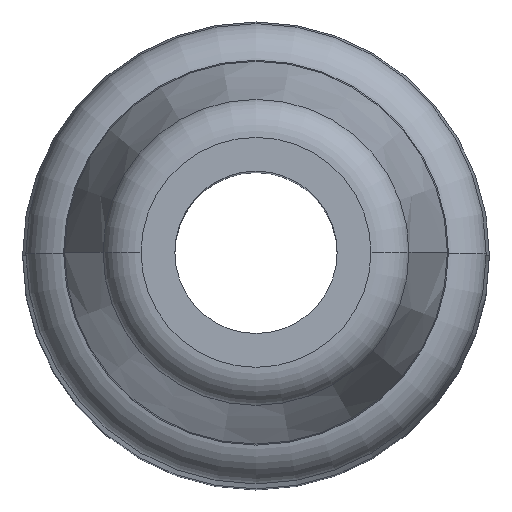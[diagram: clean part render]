
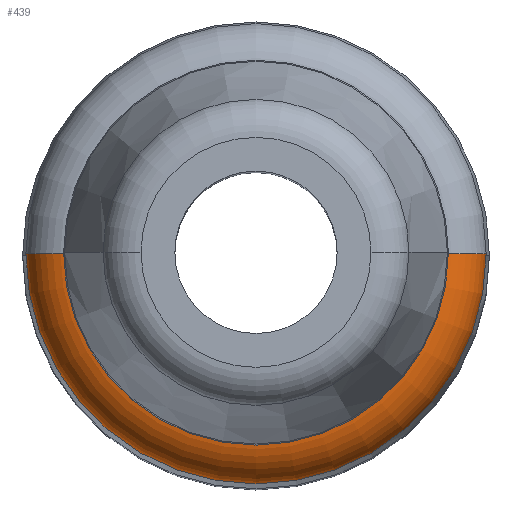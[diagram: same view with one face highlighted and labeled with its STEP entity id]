
A CAD part, top view. The second image highlights one B-rep face of the part: STEP entity #439.
In plain terms, the highlighted toroidal (fillet/blend) face has major radius 7.15 mm and minor radius 1.854 mm.
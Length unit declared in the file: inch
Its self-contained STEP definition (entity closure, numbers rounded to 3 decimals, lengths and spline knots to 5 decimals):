
#8 = EDGE_CURVE ( 'NONE', #275, #666, #343, .T. ) ;
#79 = AXIS2_PLACEMENT_3D ( 'NONE', #702, #701, #697 ) ;
#113 = ORIENTED_EDGE ( 'NONE', *, *, #954, .T. ) ;
#239 = ORIENTED_EDGE ( 'NONE', *, *, #1159, .F. ) ;
#275 = VERTEX_POINT ( 'NONE', #730 ) ;
#315 = AXIS2_PLACEMENT_3D ( 'NONE', #813, #821, #824 ) ;
#343 = CIRCLE ( 'NONE', #315, 0.073 ) ;
#391 = AXIS2_PLACEMENT_3D ( 'NONE', #1046, #1041, #1038 ) ;
#422 = DIRECTION ( 'NONE',  ( 1., 0., 0. ) ) ;
#425 = DIRECTION ( 'NONE',  ( 0., 0., 1. ) ) ;
#427 = CARTESIAN_POINT ( 'NONE',  ( 0., 0., -1.168 ) ) ;
#439 = ADVANCED_FACE ( 'NONE', ( #1115 ), #1007, .T. ) ;
#453 = VERTEX_POINT ( 'NONE', #1101 ) ;
#540 = EDGE_LOOP ( 'NONE', ( #624, #596, #113, #239 ) ) ;
#544 = EDGE_CURVE ( 'NONE', #275, #453, #1029, .T. ) ;
#559 = AXIS2_PLACEMENT_3D ( 'NONE', #427, #425, #422 ) ;
#596 = ORIENTED_EDGE ( 'NONE', *, *, #544, .T. ) ;
#624 = ORIENTED_EDGE ( 'NONE', *, *, #8, .F. ) ;
#666 = VERTEX_POINT ( 'NONE', #961 ) ;
#697 = DIRECTION ( 'NONE',  ( 0., 0., -1. ) ) ;
#701 = DIRECTION ( 'NONE',  ( 0., -1., 0. ) ) ;
#702 = CARTESIAN_POINT ( 'NONE',  ( 0.2815, 0., -1.24088 ) ) ;
#730 = CARTESIAN_POINT ( 'NONE',  ( -0.28491, 0., -1.3138 ) ) ;
#763 = AXIS2_PLACEMENT_3D ( 'NONE', #1112, #1111, #1110 ) ;
#798 = VERTEX_POINT ( 'NONE', #832 ) ;
#813 = CARTESIAN_POINT ( 'NONE',  ( -0.2815, 0., -1.24088 ) ) ;
#821 = DIRECTION ( 'NONE',  ( 0., 1., 0. ) ) ;
#824 = DIRECTION ( 'NONE',  ( -1., 0., 0. ) ) ;
#832 = CARTESIAN_POINT ( 'NONE',  ( 0.27727, 0., -1.168 ) ) ;
#954 = EDGE_CURVE ( 'NONE', #453, #798, #1219, .T. ) ;
#961 = CARTESIAN_POINT ( 'NONE',  ( -0.27727, 0., -1.168 ) ) ;
#1000 = CIRCLE ( 'NONE', #559, 0.27727 ) ;
#1007 = TOROIDAL_SURFACE ( 'NONE', #763, 0.2815, 0.073 ) ;
#1029 = CIRCLE ( 'NONE', #391, 0.28491 ) ;
#1038 = DIRECTION ( 'NONE',  ( 1., 0., 0. ) ) ;
#1041 = DIRECTION ( 'NONE',  ( 0., 0., 1. ) ) ;
#1046 = CARTESIAN_POINT ( 'NONE',  ( 0., 0., -1.3138 ) ) ;
#1101 = CARTESIAN_POINT ( 'NONE',  ( 0.28491, 0., -1.3138 ) ) ;
#1110 = DIRECTION ( 'NONE',  ( 1., 0., 0. ) ) ;
#1111 = DIRECTION ( 'NONE',  ( 0., 0., 1. ) ) ;
#1112 = CARTESIAN_POINT ( 'NONE',  ( 0., 0., -1.24088 ) ) ;
#1115 = FACE_OUTER_BOUND ( 'NONE', #540, .T. ) ;
#1159 = EDGE_CURVE ( 'NONE', #666, #798, #1000, .T. ) ;
#1219 = CIRCLE ( 'NONE', #79, 0.073 ) ;
